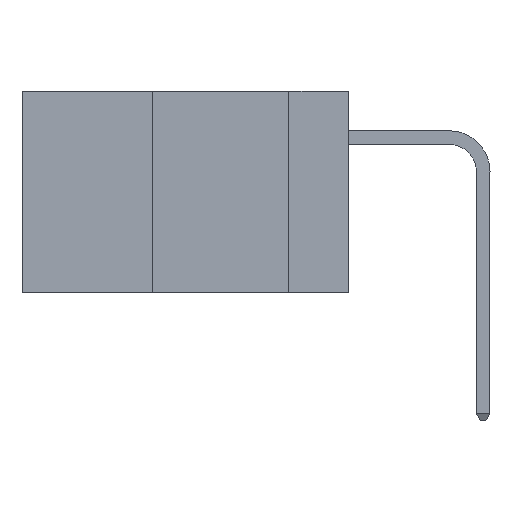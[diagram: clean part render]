
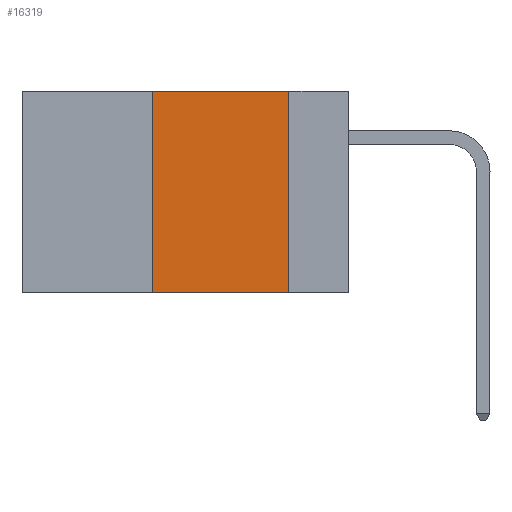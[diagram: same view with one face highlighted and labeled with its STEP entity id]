
A CAD part, left-side view. The second image highlights one B-rep face of the part: STEP entity #16319.
In plain terms, the highlighted planar face has unit normal (-1, 0, 0).
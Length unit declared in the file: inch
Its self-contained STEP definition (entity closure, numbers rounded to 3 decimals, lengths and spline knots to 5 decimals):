
#261 = DIRECTION ( 'NONE',  ( 0., -1., 0. ) ) ;
#2694 = ORIENTED_EDGE ( 'NONE', *, *, #4610, .F. ) ;
#4610 = EDGE_CURVE ( 'NONE', #24519, #8567, #31414, .T. ) ;
#6260 = ORIENTED_EDGE ( 'NONE', *, *, #36013, .T. ) ;
#8567 = VERTEX_POINT ( 'NONE', #33433 ) ;
#12284 = DIRECTION ( 'NONE',  ( 0., 0., -1. ) ) ;
#13689 = CARTESIAN_POINT ( 'NONE',  ( 0., 0.6, -0.37 ) ) ;
#15946 = EDGE_LOOP ( 'NONE', ( #36942, #2694, #25299, #6260 ) ) ;
#16319 = ADVANCED_FACE ( 'NONE', ( #37293 ), #26194, .F. ) ;
#16737 = DIRECTION ( 'NONE',  ( 0., -1., 0. ) ) ;
#17637 = LINE ( 'NONE', #35993, #22301 ) ;
#17716 = CARTESIAN_POINT ( 'NONE',  ( 0., 0.36, -0.37 ) ) ;
#20635 = VERTEX_POINT ( 'NONE', #36148 ) ;
#20785 = VECTOR ( 'NONE', #34971, 39.37008 ) ;
#21359 = VECTOR ( 'NONE', #261, 39.37008 ) ;
#22301 = VECTOR ( 'NONE', #12284, 39.37008 ) ;
#24519 = VERTEX_POINT ( 'NONE', #36812 ) ;
#25299 = ORIENTED_EDGE ( 'NONE', *, *, #33541, .F. ) ;
#26194 = PLANE ( 'NONE',  #29888 ) ;
#26444 = DIRECTION ( 'NONE',  ( 1., 0., 0. ) ) ;
#27311 = LINE ( 'NONE', #13689, #28649 ) ;
#28350 = CARTESIAN_POINT ( 'NONE',  ( 0., 0.36, 0. ) ) ;
#28649 = VECTOR ( 'NONE', #16737, 39.37008 ) ;
#29377 = DIRECTION ( 'NONE',  ( 0., 0., -1. ) ) ;
#29726 = CARTESIAN_POINT ( 'NONE',  ( 0., 0.6, 0. ) ) ;
#29888 = AXIS2_PLACEMENT_3D ( 'NONE', #35032, #26444, #29377 ) ;
#30952 = VERTEX_POINT ( 'NONE', #17716 ) ;
#31414 = LINE ( 'NONE', #29726, #21359 ) ;
#31631 = EDGE_CURVE ( 'NONE', #8567, #20635, #17637, .T. ) ;
#32700 = LINE ( 'NONE', #28350, #20785 ) ;
#33433 = CARTESIAN_POINT ( 'NONE',  ( 0., 0.11, 0. ) ) ;
#33541 = EDGE_CURVE ( 'NONE', #30952, #24519, #32700, .T. ) ;
#34971 = DIRECTION ( 'NONE',  ( 0., 0., 1. ) ) ;
#35032 = CARTESIAN_POINT ( 'NONE',  ( 0., 0.6, 0. ) ) ;
#35993 = CARTESIAN_POINT ( 'NONE',  ( 0., 0.11, 0. ) ) ;
#36013 = EDGE_CURVE ( 'NONE', #30952, #20635, #27311, .T. ) ;
#36148 = CARTESIAN_POINT ( 'NONE',  ( 0., 0.11, -0.37 ) ) ;
#36812 = CARTESIAN_POINT ( 'NONE',  ( 0., 0.36, 0. ) ) ;
#36942 = ORIENTED_EDGE ( 'NONE', *, *, #31631, .F. ) ;
#37293 = FACE_OUTER_BOUND ( 'NONE', #15946, .T. ) ;
